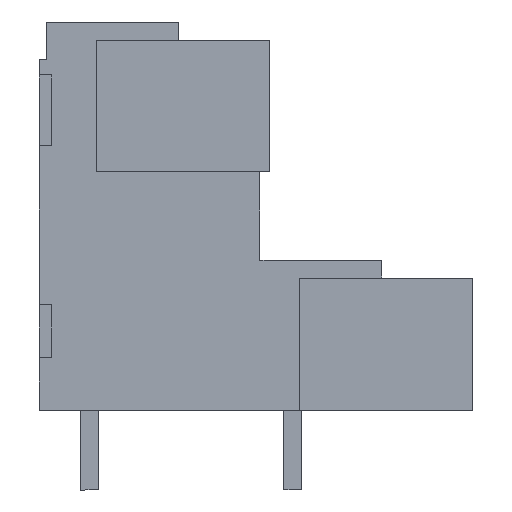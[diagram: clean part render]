
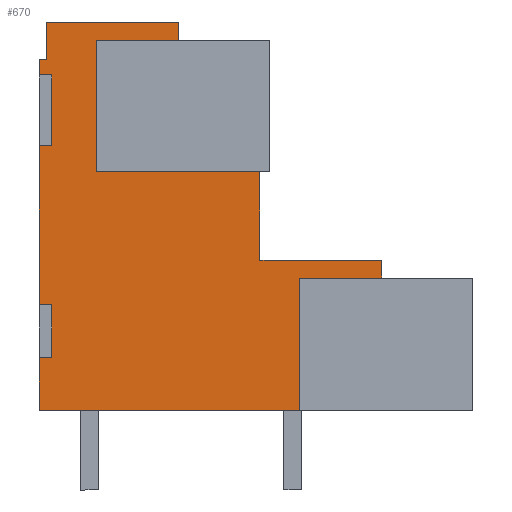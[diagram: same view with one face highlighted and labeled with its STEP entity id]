
A CAD part, left-side view. The second image highlights one B-rep face of the part: STEP entity #670.
In plain terms, the highlighted planar face has unit normal (-1, 0, 0).
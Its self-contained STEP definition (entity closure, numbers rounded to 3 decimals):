
#513=AXIS2_PLACEMENT_3D('Plane Axis2P3D',#510,#511,#512) ;
#87=CARTESIAN_POINT('Vertex',(0.7,21.3,18.025)) ;
#90=CARTESIAN_POINT('Line Origine',(0.7,16.675,18.025)) ;
#94=CARTESIAN_POINT('Vertex',(0.7,12.05,18.025)) ;
#327=CARTESIAN_POINT('Vertex',(0.7,16.65,25.475)) ;
#332=CARTESIAN_POINT('Line Origine',(0.7,18.975,25.475)) ;
#336=CARTESIAN_POINT('Vertex',(0.7,21.3,25.475)) ;
#498=CARTESIAN_POINT('Line Origine',(0.7,21.3,21.75)) ;
#510=CARTESIAN_POINT('Axis2P3D Location',(0.7,24.15,4.5)) ;
#515=CARTESIAN_POINT('Line Origine',(0.7,24.55,15.)) ;
#519=CARTESIAN_POINT('Vertex',(0.7,24.55,19.5)) ;
#521=CARTESIAN_POINT('Vertex',(0.7,24.55,10.5)) ;
#524=CARTESIAN_POINT('Line Origine',(0.7,24.2,10.5)) ;
#528=CARTESIAN_POINT('Vertex',(0.7,23.85,10.5)) ;
#531=CARTESIAN_POINT('Line Origine',(0.7,23.85,9.)) ;
#535=CARTESIAN_POINT('Vertex',(0.7,23.85,7.5)) ;
#538=CARTESIAN_POINT('Line Origine',(0.7,24.2,7.5)) ;
#542=CARTESIAN_POINT('Vertex',(0.7,24.55,7.5)) ;
#545=CARTESIAN_POINT('Line Origine',(0.7,24.55,6.)) ;
#549=CARTESIAN_POINT('Vertex',(0.7,24.55,4.5)) ;
#552=CARTESIAN_POINT('Line Origine',(0.7,17.175,4.5)) ;
#556=CARTESIAN_POINT('Vertex',(0.7,9.8,4.5)) ;
#559=CARTESIAN_POINT('Line Origine',(0.7,9.8,8.25)) ;
#563=CARTESIAN_POINT('Vertex',(0.7,9.8,12.)) ;
#566=CARTESIAN_POINT('Line Origine',(0.7,7.475,12.)) ;
#570=CARTESIAN_POINT('Vertex',(0.7,5.15,12.)) ;
#573=CARTESIAN_POINT('Line Origine',(0.7,5.15,12.5)) ;
#577=CARTESIAN_POINT('Vertex',(0.7,5.15,13.)) ;
#580=CARTESIAN_POINT('Line Origine',(0.7,8.6,13.)) ;
#584=CARTESIAN_POINT('Vertex',(0.7,12.05,13.)) ;
#587=CARTESIAN_POINT('Line Origine',(0.7,12.05,15.512)) ;
#592=CARTESIAN_POINT('Line Origine',(0.7,16.65,25.987)) ;
#596=CARTESIAN_POINT('Vertex',(0.7,16.65,26.5)) ;
#599=CARTESIAN_POINT('Line Origine',(0.7,20.4,26.5)) ;
#603=CARTESIAN_POINT('Vertex',(0.7,24.15,26.5)) ;
#606=CARTESIAN_POINT('Line Origine',(0.7,24.15,25.445)) ;
#610=CARTESIAN_POINT('Vertex',(0.7,24.15,24.39)) ;
#613=CARTESIAN_POINT('Line Origine',(0.7,24.35,24.39)) ;
#617=CARTESIAN_POINT('Vertex',(0.7,24.55,24.39)) ;
#620=CARTESIAN_POINT('Line Origine',(0.7,24.55,23.945)) ;
#624=CARTESIAN_POINT('Vertex',(0.7,24.55,23.5)) ;
#627=CARTESIAN_POINT('Line Origine',(0.7,24.2,23.5)) ;
#631=CARTESIAN_POINT('Vertex',(0.7,23.85,23.5)) ;
#634=CARTESIAN_POINT('Line Origine',(0.7,23.85,21.5)) ;
#638=CARTESIAN_POINT('Vertex',(0.7,23.85,19.5)) ;
#641=CARTESIAN_POINT('Line Origine',(0.7,24.2,19.5)) ;
#91=DIRECTION('Vector Direction',(0.,1.,0.)) ;
#333=DIRECTION('Vector Direction',(0.,1.,0.)) ;
#499=DIRECTION('Vector Direction',(0.,0.,-1.)) ;
#511=DIRECTION('Axis2P3D Direction',(-1.,0.,0.)) ;
#512=DIRECTION('Axis2P3D XDirection',(0.,1.,0.)) ;
#516=DIRECTION('Vector Direction',(0.,0.,-1.)) ;
#525=DIRECTION('Vector Direction',(0.,-1.,0.)) ;
#532=DIRECTION('Vector Direction',(0.,0.,1.)) ;
#539=DIRECTION('Vector Direction',(0.,-1.,0.)) ;
#546=DIRECTION('Vector Direction',(0.,0.,-1.)) ;
#553=DIRECTION('Vector Direction',(0.,-1.,0.)) ;
#560=DIRECTION('Vector Direction',(0.,0.,-1.)) ;
#567=DIRECTION('Vector Direction',(0.,1.,0.)) ;
#574=DIRECTION('Vector Direction',(0.,0.,1.)) ;
#581=DIRECTION('Vector Direction',(0.,1.,0.)) ;
#588=DIRECTION('Vector Direction',(0.,0.,1.)) ;
#593=DIRECTION('Vector Direction',(0.,0.,1.)) ;
#600=DIRECTION('Vector Direction',(0.,-1.,0.)) ;
#607=DIRECTION('Vector Direction',(0.,0.,1.)) ;
#614=DIRECTION('Vector Direction',(0.,-1.,0.)) ;
#621=DIRECTION('Vector Direction',(0.,0.,-1.)) ;
#628=DIRECTION('Vector Direction',(0.,-1.,0.)) ;
#635=DIRECTION('Vector Direction',(0.,0.,1.)) ;
#642=DIRECTION('Vector Direction',(0.,-1.,0.)) ;
#92=VECTOR('Line Direction',#91,1.) ;
#334=VECTOR('Line Direction',#333,1.) ;
#500=VECTOR('Line Direction',#499,1.) ;
#517=VECTOR('Line Direction',#516,1.) ;
#526=VECTOR('Line Direction',#525,1.) ;
#533=VECTOR('Line Direction',#532,1.) ;
#540=VECTOR('Line Direction',#539,1.) ;
#547=VECTOR('Line Direction',#546,1.) ;
#554=VECTOR('Line Direction',#553,1.) ;
#561=VECTOR('Line Direction',#560,1.) ;
#568=VECTOR('Line Direction',#567,1.) ;
#575=VECTOR('Line Direction',#574,1.) ;
#582=VECTOR('Line Direction',#581,1.) ;
#589=VECTOR('Line Direction',#588,1.) ;
#594=VECTOR('Line Direction',#593,1.) ;
#601=VECTOR('Line Direction',#600,1.) ;
#608=VECTOR('Line Direction',#607,1.) ;
#615=VECTOR('Line Direction',#614,1.) ;
#622=VECTOR('Line Direction',#621,1.) ;
#629=VECTOR('Line Direction',#628,1.) ;
#636=VECTOR('Line Direction',#635,1.) ;
#643=VECTOR('Line Direction',#642,1.) ;
#647=ORIENTED_EDGE('',*,*,#523,.T.) ;
#648=ORIENTED_EDGE('',*,*,#530,.T.) ;
#649=ORIENTED_EDGE('',*,*,#537,.F.) ;
#650=ORIENTED_EDGE('',*,*,#544,.F.) ;
#651=ORIENTED_EDGE('',*,*,#551,.T.) ;
#652=ORIENTED_EDGE('',*,*,#558,.T.) ;
#653=ORIENTED_EDGE('',*,*,#565,.F.) ;
#654=ORIENTED_EDGE('',*,*,#572,.F.) ;
#655=ORIENTED_EDGE('',*,*,#579,.T.) ;
#656=ORIENTED_EDGE('',*,*,#586,.T.) ;
#657=ORIENTED_EDGE('',*,*,#591,.T.) ;
#658=ORIENTED_EDGE('',*,*,#96,.T.) ;
#659=ORIENTED_EDGE('',*,*,#502,.F.) ;
#660=ORIENTED_EDGE('',*,*,#338,.F.) ;
#661=ORIENTED_EDGE('',*,*,#598,.T.) ;
#662=ORIENTED_EDGE('',*,*,#605,.F.) ;
#663=ORIENTED_EDGE('',*,*,#612,.F.) ;
#664=ORIENTED_EDGE('',*,*,#619,.F.) ;
#665=ORIENTED_EDGE('',*,*,#626,.T.) ;
#666=ORIENTED_EDGE('',*,*,#633,.T.) ;
#667=ORIENTED_EDGE('',*,*,#640,.F.) ;
#668=ORIENTED_EDGE('',*,*,#645,.F.) ;
#670=ADVANCED_FACE('HOUSING',(#669),#514,.T.) ;
#96=EDGE_CURVE('',#95,#88,#93,.T.) ;
#338=EDGE_CURVE('',#328,#337,#335,.T.) ;
#502=EDGE_CURVE('',#337,#88,#501,.T.) ;
#523=EDGE_CURVE('',#520,#522,#518,.T.) ;
#530=EDGE_CURVE('',#522,#529,#527,.T.) ;
#537=EDGE_CURVE('',#536,#529,#534,.T.) ;
#544=EDGE_CURVE('',#543,#536,#541,.T.) ;
#551=EDGE_CURVE('',#543,#550,#548,.T.) ;
#558=EDGE_CURVE('',#550,#557,#555,.T.) ;
#565=EDGE_CURVE('',#564,#557,#562,.T.) ;
#572=EDGE_CURVE('',#571,#564,#569,.T.) ;
#579=EDGE_CURVE('',#571,#578,#576,.T.) ;
#586=EDGE_CURVE('',#578,#585,#583,.T.) ;
#591=EDGE_CURVE('',#585,#95,#590,.T.) ;
#598=EDGE_CURVE('',#328,#597,#595,.T.) ;
#605=EDGE_CURVE('',#604,#597,#602,.T.) ;
#612=EDGE_CURVE('',#611,#604,#609,.T.) ;
#619=EDGE_CURVE('',#618,#611,#616,.T.) ;
#626=EDGE_CURVE('',#618,#625,#623,.T.) ;
#633=EDGE_CURVE('',#625,#632,#630,.T.) ;
#640=EDGE_CURVE('',#639,#632,#637,.T.) ;
#645=EDGE_CURVE('',#520,#639,#644,.T.) ;
#646=EDGE_LOOP('',(#647,#648,#649,#650,#651,#652,#653,#654,#655,#656,#657,#658,#659,#660,#661,#662,#663,#664,#665,#666,#667,#668)) ;
#669=FACE_OUTER_BOUND('',#646,.T.) ;
#93=LINE('Line',#90,#92) ;
#335=LINE('Line',#332,#334) ;
#501=LINE('Line',#498,#500) ;
#518=LINE('Line',#515,#517) ;
#527=LINE('Line',#524,#526) ;
#534=LINE('Line',#531,#533) ;
#541=LINE('Line',#538,#540) ;
#548=LINE('Line',#545,#547) ;
#555=LINE('Line',#552,#554) ;
#562=LINE('Line',#559,#561) ;
#569=LINE('Line',#566,#568) ;
#576=LINE('Line',#573,#575) ;
#583=LINE('Line',#580,#582) ;
#590=LINE('Line',#587,#589) ;
#595=LINE('Line',#592,#594) ;
#602=LINE('Line',#599,#601) ;
#609=LINE('Line',#606,#608) ;
#616=LINE('Line',#613,#615) ;
#623=LINE('Line',#620,#622) ;
#630=LINE('Line',#627,#629) ;
#637=LINE('Line',#634,#636) ;
#644=LINE('Line',#641,#643) ;
#514=PLANE('',#513) ;
#88=VERTEX_POINT('',#87) ;
#95=VERTEX_POINT('',#94) ;
#328=VERTEX_POINT('',#327) ;
#337=VERTEX_POINT('',#336) ;
#520=VERTEX_POINT('',#519) ;
#522=VERTEX_POINT('',#521) ;
#529=VERTEX_POINT('',#528) ;
#536=VERTEX_POINT('',#535) ;
#543=VERTEX_POINT('',#542) ;
#550=VERTEX_POINT('',#549) ;
#557=VERTEX_POINT('',#556) ;
#564=VERTEX_POINT('',#563) ;
#571=VERTEX_POINT('',#570) ;
#578=VERTEX_POINT('',#577) ;
#585=VERTEX_POINT('',#584) ;
#597=VERTEX_POINT('',#596) ;
#604=VERTEX_POINT('',#603) ;
#611=VERTEX_POINT('',#610) ;
#618=VERTEX_POINT('',#617) ;
#625=VERTEX_POINT('',#624) ;
#632=VERTEX_POINT('',#631) ;
#639=VERTEX_POINT('',#638) ;
